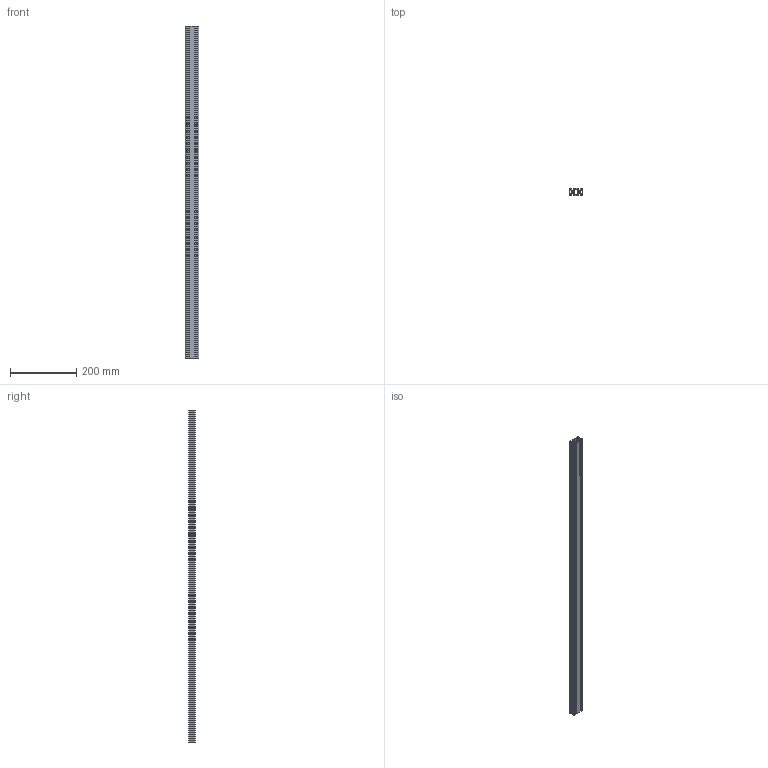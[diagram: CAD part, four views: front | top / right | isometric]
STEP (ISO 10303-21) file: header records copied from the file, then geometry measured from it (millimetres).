
FILE_DESCRIPTION(/* description */ (''),/* implementation_level */ '2;1');
FILE_NAME(/* name */ '10045_KriTec_Profil_5_40x20.stp',/* time_stamp */ '2014-08-18T16:17:25+02:00',/* author */ ('kostic'),/* organization */ (''),/* preprocessor_version */ 'ST-DEVELOPER v15.2',/* originating_system */ 'Autodesk Inventor 2014',/* authorisation */ '');
FILE_SCHEMA (('AUTOMOTIVE_DESIGN { 1 0 10303 214 3 1 1 }'));
Length unit declared in the file: millimetre
Products named in the file (1): 10045_KriTec_Profil_5_40x20
Bounding box: 40 x 20 x 1000 mm (x, y, z)
Volume: 331834.7 mm3; surface area: 305916.4 mm2
Topology: 1 solids, 1 shells, 122 faces, 360 edges, 240 vertices
Faces by surface type: plane 61, cylinder 61
Full cylindrical faces by diameter (mm): 4.3 x2
Entity records: 4137 total; most frequent: DIRECTION 726, CARTESIAN_POINT 721, ORIENTED_EDGE 716, EDGE_CURVE 358, AXIS2_PLACEMENT_3D 245, VERTEX_POINT 240, LINE 236, VECTOR 236
